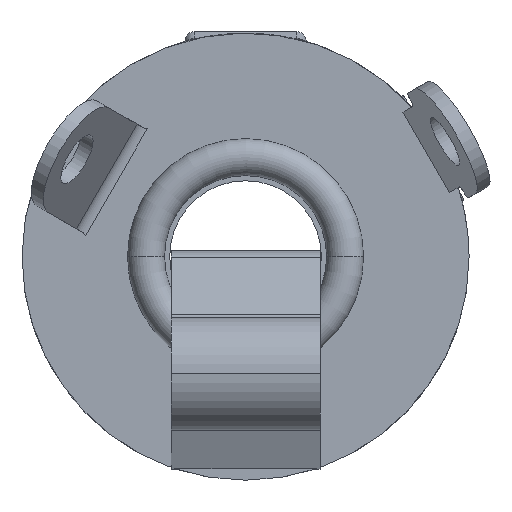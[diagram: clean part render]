
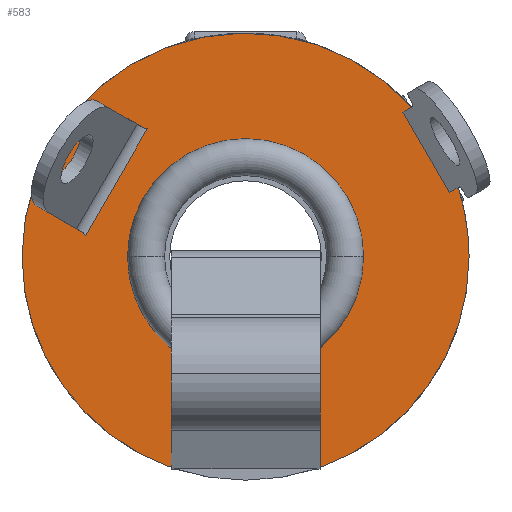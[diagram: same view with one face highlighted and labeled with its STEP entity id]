
A CAD part, left-side view. The second image highlights one B-rep face of the part: STEP entity #583.
In plain terms, the highlighted planar face has unit normal (-1, 0, 0).
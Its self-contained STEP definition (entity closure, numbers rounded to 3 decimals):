
#75 = VERTEX_POINT('',#76);
#76 = CARTESIAN_POINT('',(-5.977,-2.704,1.436));
#82 = EDGE_CURVE('',#83,#75,#85,.T.);
#83 = VERTEX_POINT('',#84);
#84 = CARTESIAN_POINT('',(-5.977,-2.704,2.024));
#85 = LINE('',#86,#87);
#86 = CARTESIAN_POINT('',(-5.977,-2.704,2.024));
#87 = VECTOR('',#88,1.);
#88 = DIRECTION('',(0.,0.,-1.));
#421 = VERTEX_POINT('',#422);
#422 = CARTESIAN_POINT('',(-5.977,3.646,2.024));
#428 = EDGE_CURVE('',#429,#421,#431,.T.);
#429 = VERTEX_POINT('',#430);
#430 = CARTESIAN_POINT('',(-5.977,3.646,1.436));
#431 = LINE('',#432,#433);
#432 = CARTESIAN_POINT('',(-5.977,3.646,1.436));
#433 = VECTOR('',#434,1.);
#434 = DIRECTION('',(0.,0.,1.));
#498 = VERTEX_POINT('',#499);
#499 = CARTESIAN_POINT('',(-5.977,-9.054,10.416));
#507 = EDGE_CURVE('',#75,#498,#508,.T.);
#508 = CIRCLE('',#509,9.525);
#509 = AXIS2_PLACEMENT_3D('',#510,#511,#512);
#510 = CARTESIAN_POINT('',(-5.977,0.471,10.416));
#511 = DIRECTION('',(-1.,0.,0.));
#512 = DIRECTION('',(0.,1.,0.));
#555 = EDGE_CURVE('',#556,#429,#558,.T.);
#556 = VERTEX_POINT('',#557);
#557 = CARTESIAN_POINT('',(-5.977,9.996,10.416));
#558 = CIRCLE('',#559,9.525);
#559 = AXIS2_PLACEMENT_3D('',#560,#561,#562);
#560 = CARTESIAN_POINT('',(-5.977,0.471,10.416));
#561 = DIRECTION('',(-1.,0.,0.));
#562 = DIRECTION('',(0.,1.,0.));
#583 = ADVANCED_FACE('',(#584,#604,#668),#720,.T.);
#584 = FACE_BOUND('',#585,.T.);
#585 = EDGE_LOOP('',(#586,#597));
#586 = ORIENTED_EDGE('',*,*,#587,.T.);
#587 = EDGE_CURVE('',#588,#590,#592,.T.);
#588 = VERTEX_POINT('',#589);
#589 = CARTESIAN_POINT('',(-5.977,5.501,10.416));
#590 = VERTEX_POINT('',#591);
#591 = CARTESIAN_POINT('',(-5.977,-4.558,10.416));
#592 = CIRCLE('',#593,5.029);
#593 = AXIS2_PLACEMENT_3D('',#594,#595,#596);
#594 = CARTESIAN_POINT('',(-5.977,0.471,10.416));
#595 = DIRECTION('',(1.,0.,0.));
#596 = DIRECTION('',(0.,1.,0.));
#597 = ORIENTED_EDGE('',*,*,#598,.T.);
#598 = EDGE_CURVE('',#590,#588,#599,.T.);
#599 = CIRCLE('',#600,5.029);
#600 = AXIS2_PLACEMENT_3D('',#601,#602,#603);
#601 = CARTESIAN_POINT('',(-5.977,0.471,10.416));
#602 = DIRECTION('',(1.,0.,0.));
#603 = DIRECTION('',(0.,1.,0.));
#604 = FACE_BOUND('',#605,.T.);
#605 = EDGE_LOOP('',(#606,#623,#631,#646,#654,#662));
#606 = ORIENTED_EDGE('',*,*,#607,.T.);
#607 = EDGE_CURVE('',#608,#610,#612,.T.);
#608 = VERTEX_POINT('',#609);
#609 = CARTESIAN_POINT('',(-5.977,4.841,15.916));
#610 = VERTEX_POINT('',#611);
#611 = CARTESIAN_POINT('',(-5.977,4.662,15.858));
#612 = B_SPLINE_CURVE_WITH_KNOTS('',3,(#613,#614,#615,#616,#617,#618,
    #619,#620,#621,#622),.UNSPECIFIED.,.F.,.F.,(4,3,3,4),(
    0.,0.,0.,
    0.),.UNSPECIFIED.);
#613 = CARTESIAN_POINT('',(-5.977,4.841,15.916));
#614 = CARTESIAN_POINT('',(-5.977,4.819,15.903));
#615 = CARTESIAN_POINT('',(-5.977,4.796,15.892));
#616 = CARTESIAN_POINT('',(-5.977,4.772,15.883));
#617 = CARTESIAN_POINT('',(-5.977,4.755,15.877));
#618 = CARTESIAN_POINT('',(-5.977,4.737,15.871));
#619 = CARTESIAN_POINT('',(-5.977,4.719,15.867));
#620 = CARTESIAN_POINT('',(-5.977,4.7,15.863));
#621 = CARTESIAN_POINT('',(-5.977,4.681,15.86));
#622 = CARTESIAN_POINT('',(-5.977,4.662,15.858));
#623 = ORIENTED_EDGE('',*,*,#624,.T.);
#624 = EDGE_CURVE('',#610,#625,#627,.T.);
#625 = VERTEX_POINT('',#626);
#626 = CARTESIAN_POINT('',(-5.977,7.279,11.324));
#627 = LINE('',#628,#629);
#628 = CARTESIAN_POINT('',(-5.977,5.971,13.591));
#629 = VECTOR('',#630,1.);
#630 = DIRECTION('',(0.,0.5,-0.866));
#631 = ORIENTED_EDGE('',*,*,#632,.T.);
#632 = EDGE_CURVE('',#625,#633,#635,.T.);
#633 = VERTEX_POINT('',#634);
#634 = CARTESIAN_POINT('',(-5.977,7.419,11.45));
#635 = B_SPLINE_CURVE_WITH_KNOTS('',3,(#636,#637,#638,#639,#640,#641,
    #642,#643,#644,#645),.UNSPECIFIED.,.F.,.F.,(4,3,3,4),(
    0.,0.,0.,
    0.),.UNSPECIFIED.);
#636 = CARTESIAN_POINT('',(-5.977,7.279,11.324));
#637 = CARTESIAN_POINT('',(-5.977,7.293,11.344));
#638 = CARTESIAN_POINT('',(-5.977,7.309,11.362));
#639 = CARTESIAN_POINT('',(-5.977,7.326,11.379));
#640 = CARTESIAN_POINT('',(-5.977,7.339,11.393));
#641 = CARTESIAN_POINT('',(-5.977,7.354,11.406));
#642 = CARTESIAN_POINT('',(-5.977,7.37,11.418));
#643 = CARTESIAN_POINT('',(-5.977,7.385,11.43));
#644 = CARTESIAN_POINT('',(-5.977,7.402,11.441));
#645 = CARTESIAN_POINT('',(-5.977,7.419,11.45));
#646 = ORIENTED_EDGE('',*,*,#647,.T.);
#647 = EDGE_CURVE('',#633,#648,#650,.T.);
#648 = VERTEX_POINT('',#649);
#649 = CARTESIAN_POINT('',(-5.977,8.146,11.87));
#650 = LINE('',#651,#652);
#651 = CARTESIAN_POINT('',(-5.977,1.76,8.183));
#652 = VECTOR('',#653,1.);
#653 = DIRECTION('',(0.,0.866,0.5));
#654 = ORIENTED_EDGE('',*,*,#655,.T.);
#655 = EDGE_CURVE('',#648,#656,#658,.T.);
#656 = VERTEX_POINT('',#657);
#657 = CARTESIAN_POINT('',(-5.977,5.568,16.336));
#658 = LINE('',#659,#660);
#659 = CARTESIAN_POINT('',(-5.977,6.857,14.103));
#660 = VECTOR('',#661,1.);
#661 = DIRECTION('',(0.,-0.5,0.866));
#662 = ORIENTED_EDGE('',*,*,#663,.T.);
#663 = EDGE_CURVE('',#656,#608,#664,.T.);
#664 = LINE('',#665,#666);
#665 = CARTESIAN_POINT('',(-5.977,-0.819,12.648));
#666 = VECTOR('',#667,1.);
#667 = DIRECTION('',(0.,-0.866,-0.5));
#668 = FACE_BOUND('',#669,.T.);
#669 = EDGE_LOOP('',(#670,#680,#688,#695,#696,#697,#703,#704,#705,#714)
  );
#670 = ORIENTED_EDGE('',*,*,#671,.T.);
#671 = EDGE_CURVE('',#672,#674,#676,.T.);
#672 = VERTEX_POINT('',#673);
#673 = CARTESIAN_POINT('',(-5.977,-8.216,13.144));
#674 = VERTEX_POINT('',#675);
#675 = CARTESIAN_POINT('',(-5.977,-6.235,16.576));
#676 = LINE('',#677,#678);
#677 = CARTESIAN_POINT('',(-5.977,-8.216,13.144));
#678 = VECTOR('',#679,1.);
#679 = DIRECTION('',(0.,0.5,0.866));
#680 = ORIENTED_EDGE('',*,*,#681,.F.);
#681 = EDGE_CURVE('',#682,#674,#684,.T.);
#682 = VERTEX_POINT('',#683);
#683 = CARTESIAN_POINT('',(-5.977,-6.606,16.79));
#684 = LINE('',#685,#686);
#685 = CARTESIAN_POINT('',(-5.977,-6.606,16.79));
#686 = VECTOR('',#687,1.);
#687 = DIRECTION('',(0.,0.866,-0.5
    ));
#688 = ORIENTED_EDGE('',*,*,#689,.T.);
#689 = EDGE_CURVE('',#682,#556,#690,.T.);
#690 = CIRCLE('',#691,9.525);
#691 = AXIS2_PLACEMENT_3D('',#692,#693,#694);
#692 = CARTESIAN_POINT('',(-5.977,0.471,10.416));
#693 = DIRECTION('',(-1.,0.,0.));
#694 = DIRECTION('',(0.,1.,0.));
#695 = ORIENTED_EDGE('',*,*,#555,.T.);
#696 = ORIENTED_EDGE('',*,*,#428,.T.);
#697 = ORIENTED_EDGE('',*,*,#698,.T.);
#698 = EDGE_CURVE('',#421,#83,#699,.T.);
#699 = LINE('',#700,#701);
#700 = CARTESIAN_POINT('',(-5.977,3.646,2.024));
#701 = VECTOR('',#702,1.);
#702 = DIRECTION('',(0.,-1.,0.));
#703 = ORIENTED_EDGE('',*,*,#82,.T.);
#704 = ORIENTED_EDGE('',*,*,#507,.T.);
#705 = ORIENTED_EDGE('',*,*,#706,.T.);
#706 = EDGE_CURVE('',#498,#707,#709,.T.);
#707 = VERTEX_POINT('',#708);
#708 = CARTESIAN_POINT('',(-5.977,-8.588,13.359));
#709 = CIRCLE('',#710,9.525);
#710 = AXIS2_PLACEMENT_3D('',#711,#712,#713);
#711 = CARTESIAN_POINT('',(-5.977,0.471,10.416));
#712 = DIRECTION('',(-1.,0.,0.));
#713 = DIRECTION('',(0.,1.,0.));
#714 = ORIENTED_EDGE('',*,*,#715,.F.);
#715 = EDGE_CURVE('',#672,#707,#716,.T.);
#716 = LINE('',#717,#718);
#717 = CARTESIAN_POINT('',(-5.977,-8.216,13.144));
#718 = VECTOR('',#719,1.);
#719 = DIRECTION('',(0.,-0.866,0.5));
#720 = PLANE('',#721);
#721 = AXIS2_PLACEMENT_3D('',#722,#723,#724);
#722 = CARTESIAN_POINT('',(-5.977,14.004,6.791));
#723 = DIRECTION('',(-1.,0.,0.));
#724 = DIRECTION('',(0.,-0.866,-0.5));
